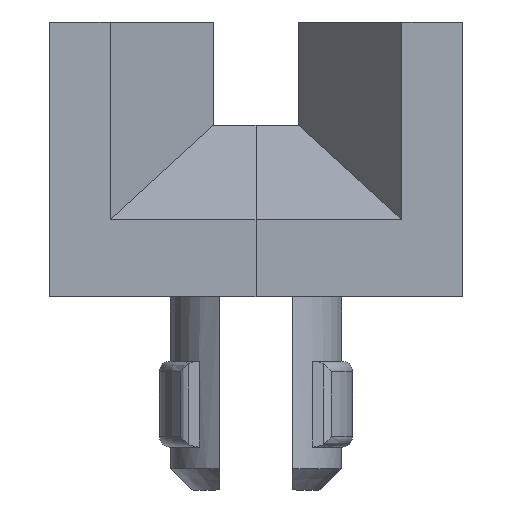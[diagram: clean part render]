
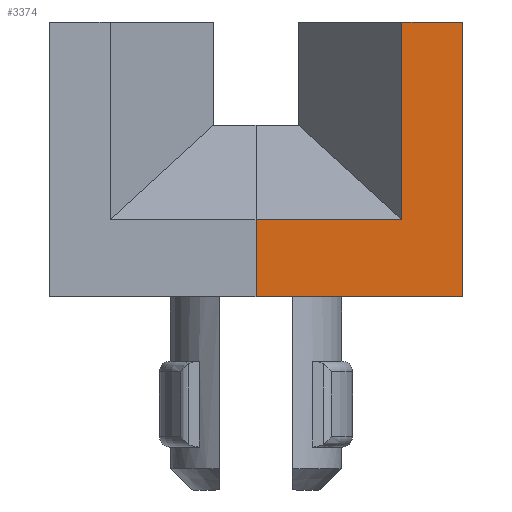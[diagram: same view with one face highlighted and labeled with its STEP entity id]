
A CAD part, front view. The second image highlights one B-rep face of the part: STEP entity #3374.
In plain terms, the highlighted planar face has unit normal (0, -1, 0).
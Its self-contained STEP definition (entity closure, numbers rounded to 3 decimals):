
#3018 = VERTEX_POINT('',#3019);
#3019 = CARTESIAN_POINT('',(0.,-112.,0.));
#3025 = EDGE_CURVE('',#3018,#3026,#3028,.T.);
#3026 = VERTEX_POINT('',#3027);
#3027 = CARTESIAN_POINT('',(4.8,-112.,0.));
#3028 = LINE('',#3029,#3030);
#3029 = CARTESIAN_POINT('',(0.,-112.,0.));
#3030 = VECTOR('',#3031,1.);
#3031 = DIRECTION('',(1.,0.,0.));
#3252 = VERTEX_POINT('',#3253);
#3253 = CARTESIAN_POINT('',(0.,-112.,1.8));
#3259 = EDGE_CURVE('',#3252,#3018,#3260,.T.);
#3260 = LINE('',#3261,#3262);
#3261 = CARTESIAN_POINT('',(0.,-112.,4.));
#3262 = VECTOR('',#3263,1.);
#3263 = DIRECTION('',(0.,0.,-1.));
#3333 = VERTEX_POINT('',#3334);
#3334 = CARTESIAN_POINT('',(4.8,-112.,6.4));
#3340 = EDGE_CURVE('',#3026,#3333,#3341,.T.);
#3341 = LINE('',#3342,#3343);
#3342 = CARTESIAN_POINT('',(4.8,-112.,0.));
#3343 = VECTOR('',#3344,1.);
#3344 = DIRECTION('',(0.,0.,1.));
#3374 = ADVANCED_FACE('',(#3375),#3402,.T.);
#3375 = FACE_BOUND('',#3376,.F.);
#3376 = EDGE_LOOP('',(#3377,#3378,#3386,#3394,#3400,#3401));
#3377 = ORIENTED_EDGE('',*,*,#3259,.F.);
#3378 = ORIENTED_EDGE('',*,*,#3379,.T.);
#3379 = EDGE_CURVE('',#3252,#3380,#3382,.T.);
#3380 = VERTEX_POINT('',#3381);
#3381 = CARTESIAN_POINT('',(3.4,-112.,1.8));
#3382 = LINE('',#3383,#3384);
#3383 = CARTESIAN_POINT('',(0.,-112.,1.8));
#3384 = VECTOR('',#3385,1.);
#3385 = DIRECTION('',(1.,0.,0.));
#3386 = ORIENTED_EDGE('',*,*,#3387,.F.);
#3387 = EDGE_CURVE('',#3388,#3380,#3390,.T.);
#3388 = VERTEX_POINT('',#3389);
#3389 = CARTESIAN_POINT('',(3.4,-112.,6.4));
#3390 = LINE('',#3391,#3392);
#3391 = CARTESIAN_POINT('',(3.4,-112.,4.746));
#3392 = VECTOR('',#3393,1.);
#3393 = DIRECTION('',(0.,0.,-1.));
#3394 = ORIENTED_EDGE('',*,*,#3395,.T.);
#3395 = EDGE_CURVE('',#3388,#3333,#3396,.T.);
#3396 = LINE('',#3397,#3398);
#3397 = CARTESIAN_POINT('',(1.,-112.,6.4));
#3398 = VECTOR('',#3399,1.);
#3399 = DIRECTION('',(1.,0.,0.));
#3400 = ORIENTED_EDGE('',*,*,#3340,.F.);
#3401 = ORIENTED_EDGE('',*,*,#3025,.F.);
#3402 = PLANE('',#3403);
#3403 = AXIS2_PLACEMENT_3D('',#3404,#3405,#3406);
#3404 = CARTESIAN_POINT('',(2.507,-112.,3.093));
#3405 = DIRECTION('',(0.,-1.,0.));
#3406 = DIRECTION('',(0.,0.,-1.));
